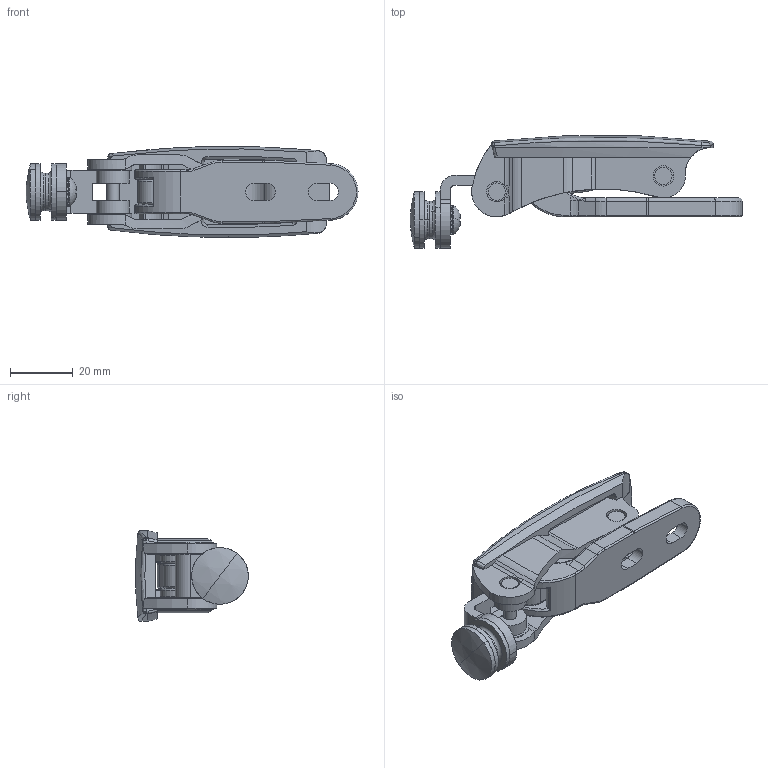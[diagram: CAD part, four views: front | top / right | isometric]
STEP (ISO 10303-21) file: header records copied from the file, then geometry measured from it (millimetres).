
FILE_DESCRIPTION (( 'STEP AP203' ), '1' );
FILE_NAME ('C-892.STEP', '2015-07-21T04:21:22', ( '' ), ( '' ), 'SwSTEP 2.0', 'SolidWorks 2012', '' );
FILE_SCHEMA (( 'CONFIG_CONTROL_DESIGN' ));
Length unit declared in the file: millimetre
Products named in the file (12): C-892; C-892ナット_; 十字穴付なべねじM4トラス_JIS B 1111 Truss head screw M4 x 8 --8N; 歯付座金M4外径形; C-892_スプリングピン; C-892_パッキン; C-892_シャフトB; C-892_シャフトA; C-892_僈儔僗僾儗乕僩SLDPRT; C-892_ジョイント; C-892_本体; C-892_ベース
Assembly tree (12 placements, depth 2):
  C-892
    C-892_ベース
    C-892_本体
    C-892_ジョイント
    C-892_僈儔僗僾儗乕僩SLDPRT
    C-892_シャフトA
    C-892_シャフトB
    C-892_パッキン  x2
    C-892_スプリングピン
    歯付座金M4外径形
    十字穴付なべねじM4トラス_JIS B 1111 Truss head screw M4 x 8 --8N
    C-892ナット_
Bounding box: 105.59 x 35.79 x 28.94 mm (x, y, z)
Volume: 27265.2 mm3; surface area: 20292.3 mm2
Topology: 12 solids, 12 shells, 487 faces, 1260 edges, 808 vertices
Faces by surface type: cylinder 186, plane 153, bspline 61, torus 45, cone 30, sphere 12
Entity records: 17377 total; most frequent: CARTESIAN_POINT 4526, ORIENTED_EDGE 2464, DIRECTION 2416, EDGE_CURVE 1232, AXIS2_PLACEMENT_3D 948, VERTEX_POINT 794, VECTOR 520, LINE 520
